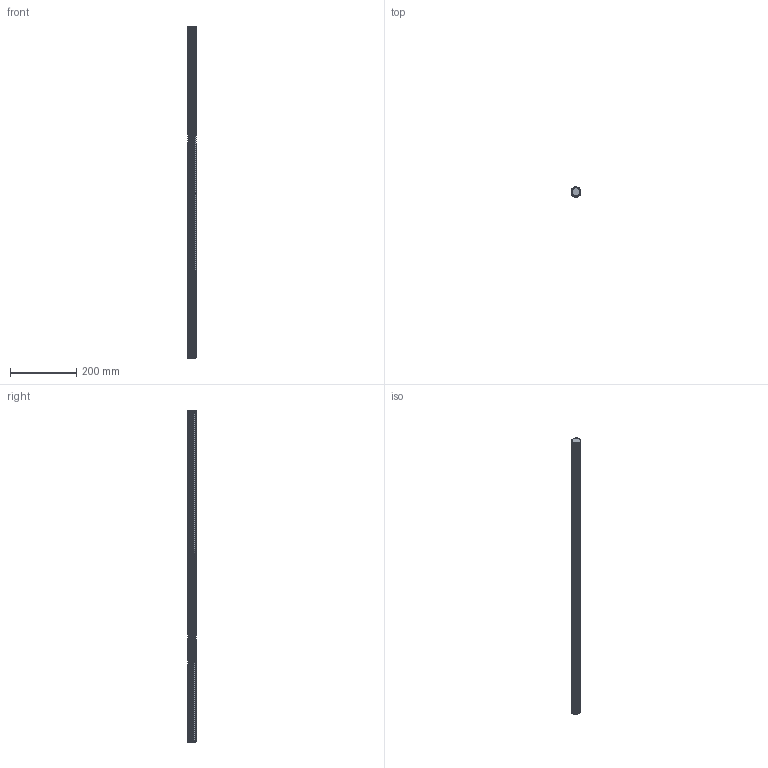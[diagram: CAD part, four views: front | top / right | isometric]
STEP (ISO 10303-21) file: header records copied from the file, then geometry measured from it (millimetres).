
FILE_DESCRIPTION(/* description */ (''),/* implementation_level */ '2;1');
FILE_NAME(/* name */ 'RATH30061D.stp',/* time_stamp */ '2021-06-08T08:49:41+02:00',/* author */ ('Peppo99'),/* organization */ (''),/* preprocessor_version */ 'ST-DEVELOPER v17',/* originating_system */ 'Autodesk Inventor 2019',/* authorisation */ '');
FILE_SCHEMA (('AUTOMOTIVE_DESIGN { 1 0 10303 214 3 1 1 }'));
Products named in the file (1): RATH30061D
Bounding box: 29.99 x 30 x 1000 mm (x, y, z)
Volume: 552952.4 mm3; surface area: 149101.3 mm2
Topology: 1 solids, 1 shells, 340 faces, 1014 edges, 676 vertices
Faces by surface type: cylinder 336, bspline 2, plane 2
Full cylindrical faces by diameter (mm): 24 x166, 30 x166
Entity records: 37643 total; most frequent: CARTESIAN_POINT 29808, ORIENTED_EDGE 2028, DIRECTION 1022, EDGE_CURVE 1014, VERTEX_POINT 676, B_SPLINE_CURVE_WITH_KNOTS 675, AXIS2_PLACEMENT_3D 344, FACE_OUTER_BOUND 340
